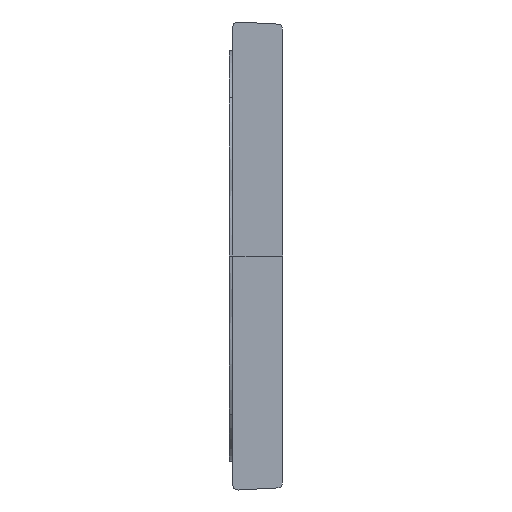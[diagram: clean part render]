
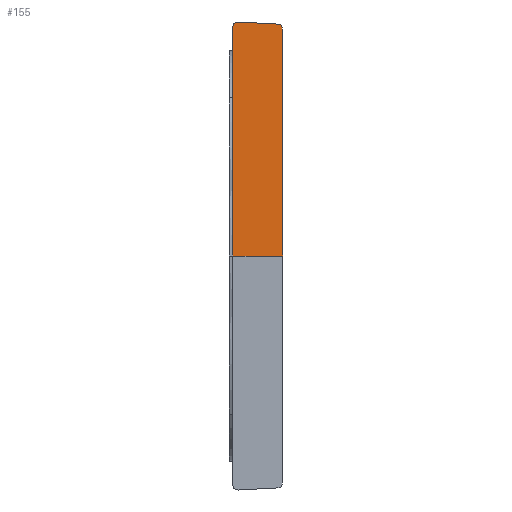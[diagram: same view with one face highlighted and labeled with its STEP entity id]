
A CAD part, left-side view. The second image highlights one B-rep face of the part: STEP entity #155.
In plain terms, the highlighted planar face has unit normal (-1, 0, 0).
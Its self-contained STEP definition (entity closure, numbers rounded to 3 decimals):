
#83=(
BOUNDED_CURVE()
B_SPLINE_CURVE(3,(#1715,#1716,#1717,#1718),.UNSPECIFIED.,.F.,.F.)
B_SPLINE_CURVE_WITH_KNOTS((4,4),(0.,1.),.UNSPECIFIED.)
CURVE()
GEOMETRIC_REPRESENTATION_ITEM()
RATIONAL_B_SPLINE_CURVE((1.159,0.947,0.947,
1.159))
REPRESENTATION_ITEM('')
);
#155=ADVANCED_FACE('',(#244),#215,.T.);
#215=PLANE('',#1282);
#244=FACE_OUTER_BOUND('',#319,.T.);
#319=EDGE_LOOP('',(#622,#623,#624,#625,#626,#627));
#388=CIRCLE('',#1254,0.3);
#459=B_SPLINE_CURVE_WITH_KNOTS('',3,(#2286,#2287,#2288,#2289),
 .UNSPECIFIED.,.F.,.F.,(4,4),(0.,1.),.UNSPECIFIED.);
#622=ORIENTED_EDGE('',*,*,#1049,.T.);
#623=ORIENTED_EDGE('',*,*,#994,.T.);
#624=ORIENTED_EDGE('',*,*,#1005,.F.);
#625=ORIENTED_EDGE('',*,*,#981,.F.);
#626=ORIENTED_EDGE('',*,*,#977,.F.);
#627=ORIENTED_EDGE('',*,*,#974,.F.);
#851=VERTEX_POINT('',#1566);
#860=VERTEX_POINT('',#1601);
#861=VERTEX_POINT('',#1605);
#864=VERTEX_POINT('',#1612);
#878=VERTEX_POINT('',#1690);
#879=VERTEX_POINT('',#1692);
#974=EDGE_CURVE('',#860,#851,#1144,.T.);
#977=EDGE_CURVE('',#851,#861,#388,.T.);
#981=EDGE_CURVE('',#861,#864,#1149,.T.);
#994=EDGE_CURVE('',#879,#878,#1153,.T.);
#1005=EDGE_CURVE('',#864,#878,#83,.T.);
#1049=EDGE_CURVE('',#860,#879,#459,.T.);
#1144=LINE('',#1602,#1197);
#1149=LINE('',#1616,#1202);
#1153=LINE('',#1691,#1206);
#1197=VECTOR('',#1348,1.);
#1202=VECTOR('',#1361,1.);
#1206=VECTOR('',#1369,1.);
#1254=AXIS2_PLACEMENT_3D('',#1608,#1354,#1355);
#1282=AXIS2_PLACEMENT_3D('',#2290,#1434,#1435);
#1348=DIRECTION('',(0.,0.,1.));
#1354=DIRECTION('',(1.,0.,0.));
#1355=DIRECTION('',(0.,0.,1.));
#1361=DIRECTION('',(0.,-0.999,-0.052));
#1369=DIRECTION('',(0.,0.,1.));
#1434=DIRECTION('',(-1.,0.,0.));
#1435=DIRECTION('',(0.,0.,1.));
#1566=CARTESIAN_POINT('',(-59.61,-10.191,13.684));
#1601=CARTESIAN_POINT('',(-59.61,-10.191,0.));
#1602=CARTESIAN_POINT('',(-59.611,-10.191,69.95));
#1605=CARTESIAN_POINT('',(-59.61,-10.507,13.983));
#1608=CARTESIAN_POINT('',(-59.61,-10.491,13.684));
#1612=CARTESIAN_POINT('',(-59.61,-12.877,13.859));
#1616=CARTESIAN_POINT('',(-59.61,-10.459,13.986));
#1690=CARTESIAN_POINT('',(-59.61,-13.161,13.56));
#1691=CARTESIAN_POINT('',(-59.61,-13.161,4.772));
#1692=CARTESIAN_POINT('',(-59.61,-13.161,0.));
#1715=CARTESIAN_POINT('',(-59.61,-12.877,13.859));
#1716=CARTESIAN_POINT('',(-59.61,-13.045,13.85));
#1717=CARTESIAN_POINT('',(-59.61,-13.161,13.728));
#1718=CARTESIAN_POINT('',(-59.61,-13.161,13.56));
#2286=CARTESIAN_POINT('',(-59.61,-10.191,0.));
#2287=CARTESIAN_POINT('',(-59.61,-11.181,0.));
#2288=CARTESIAN_POINT('',(-59.61,-12.171,0.));
#2289=CARTESIAN_POINT('',(-59.61,-13.161,0.));
#2290=CARTESIAN_POINT('',(-59.61,-6.127,14.7));
